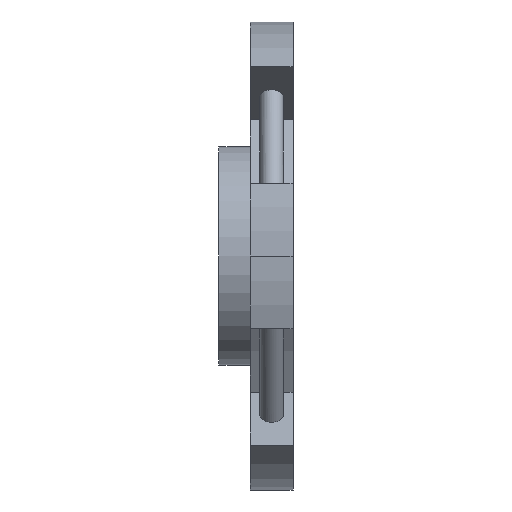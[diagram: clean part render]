
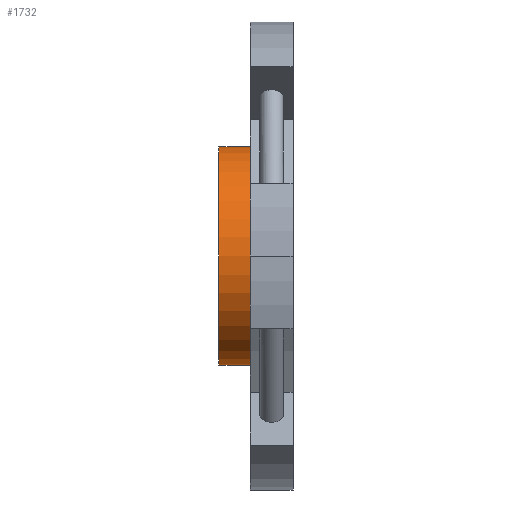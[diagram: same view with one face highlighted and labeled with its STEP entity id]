
A CAD part, front view. The second image highlights one B-rep face of the part: STEP entity #1732.
In plain terms, the highlighted cylindrical face has radius 14 mm (diameter 28 mm), a partial arc.
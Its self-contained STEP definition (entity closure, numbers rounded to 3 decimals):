
#10 = AXIS2_PLACEMENT_3D ( 'NONE', #973, #118, #2009 ) ;
#118 = DIRECTION ( 'NONE',  ( 1., 0., 0. ) ) ;
#124 = AXIS2_PLACEMENT_3D ( 'NONE', #890, #1915, #1426 ) ;
#191 = CARTESIAN_POINT ( 'NONE',  ( 0., 0., 14. ) ) ;
#295 = EDGE_CURVE ( 'NONE', #618, #1451, #1237, .T. ) ;
#336 = CARTESIAN_POINT ( 'NONE',  ( 0., 0., -14. ) ) ;
#467 = VERTEX_POINT ( 'NONE', #191 ) ;
#496 = VERTEX_POINT ( 'NONE', #336 ) ;
#594 = ORIENTED_EDGE ( 'NONE', *, *, #754, .F. ) ;
#597 = CYLINDRICAL_SURFACE ( 'NONE', #124, 14. ) ;
#618 = VERTEX_POINT ( 'NONE', #1623 ) ;
#661 = LINE ( 'NONE', #817, #1984 ) ;
#726 = EDGE_LOOP ( 'NONE', ( #1162, #1522, #1574, #594 ) ) ;
#754 = EDGE_CURVE ( 'NONE', #496, #618, #661, .T. ) ;
#769 = EDGE_CURVE ( 'NONE', #467, #496, #1521, .T. ) ;
#817 = CARTESIAN_POINT ( 'NONE',  ( 0., 0., -14. ) ) ;
#832 = AXIS2_PLACEMENT_3D ( 'NONE', #1487, #1163, #1693 ) ;
#890 = CARTESIAN_POINT ( 'NONE',  ( 0., 0., 0. ) ) ;
#973 = CARTESIAN_POINT ( 'NONE',  ( 0., 0., 0. ) ) ;
#1151 = DIRECTION ( 'NONE',  ( -1., 0., 0. ) ) ;
#1162 = ORIENTED_EDGE ( 'NONE', *, *, #769, .F. ) ;
#1163 = DIRECTION ( 'NONE',  ( -1., 0., 0. ) ) ;
#1177 = VECTOR ( 'NONE', #1151, 1000. ) ;
#1237 = CIRCLE ( 'NONE', #832, 14. ) ;
#1426 = DIRECTION ( 'NONE',  ( 0., 0., -1. ) ) ;
#1451 = VERTEX_POINT ( 'NONE', #1843 ) ;
#1487 = CARTESIAN_POINT ( 'NONE',  ( -4., 0., 0. ) ) ;
#1521 = CIRCLE ( 'NONE', #10, 14. ) ;
#1522 = ORIENTED_EDGE ( 'NONE', *, *, #2139, .T. ) ;
#1574 = ORIENTED_EDGE ( 'NONE', *, *, #295, .F. ) ;
#1623 = CARTESIAN_POINT ( 'NONE',  ( -4., 0., -14. ) ) ;
#1647 = DIRECTION ( 'NONE',  ( -1., 0., 0. ) ) ;
#1693 = DIRECTION ( 'NONE',  ( 0., 0., -1. ) ) ;
#1732 = ADVANCED_FACE ( 'NONE', ( #2145 ), #597, .T. ) ;
#1843 = CARTESIAN_POINT ( 'NONE',  ( -4., 0., 14. ) ) ;
#1861 = CARTESIAN_POINT ( 'NONE',  ( 0., 0., 14. ) ) ;
#1915 = DIRECTION ( 'NONE',  ( -1., 0., 0. ) ) ;
#1984 = VECTOR ( 'NONE', #1647, 1000. ) ;
#2009 = DIRECTION ( 'NONE',  ( 0., 0., -1. ) ) ;
#2139 = EDGE_CURVE ( 'NONE', #467, #1451, #2228, .T. ) ;
#2145 = FACE_OUTER_BOUND ( 'NONE', #726, .T. ) ;
#2228 = LINE ( 'NONE', #1861, #1177 ) ;
